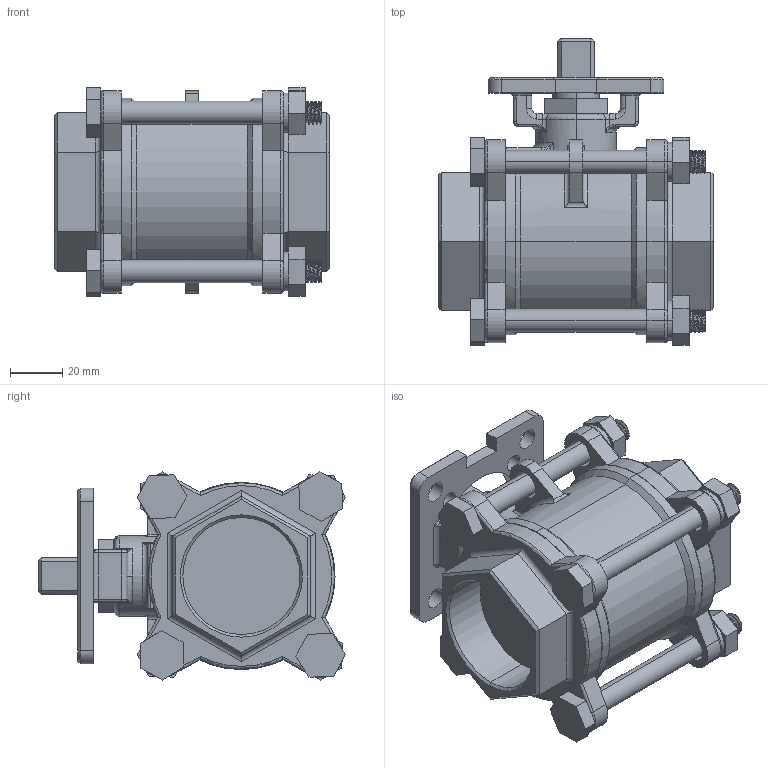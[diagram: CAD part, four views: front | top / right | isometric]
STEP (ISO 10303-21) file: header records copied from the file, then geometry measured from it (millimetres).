
FILE_DESCRIPTION (( 'STEP AP214' ), '1' );
FILE_NAME ('SCBV-Q611F-16FC-40.step', '2025-11-03T06:55:09', ( 'KTP' ), ( '' ), 'SwSTEP 2.0', 'SolidWorks 2021', '' );
FILE_SCHEMA (( 'AUTOMOTIVE_DESIGN' ));
Length unit declared in the file: millimetre
Products named in the file (1): SCBV-Q611F-16FC-40
Bounding box: 105.7 x 118.02 x 80.05 mm (x, y, z)
Volume: 380478 mm3; surface area: 69548.8 mm2
Topology: 1 solids, 1 shells, 567 faces, 1412 edges, 851 vertices
Faces by surface type: plane 212, cylinder 209, torus 72, bspline 37, cone 35, sphere 2
Entity records: 26831 total; most frequent: CARTESIAN_POINT 13599, ORIENTED_EDGE 2802, DIRECTION 2732, EDGE_CURVE 1401, AXIS2_PLACEMENT_3D 1024, VERTEX_POINT 851, LINE 684, VECTOR 684
